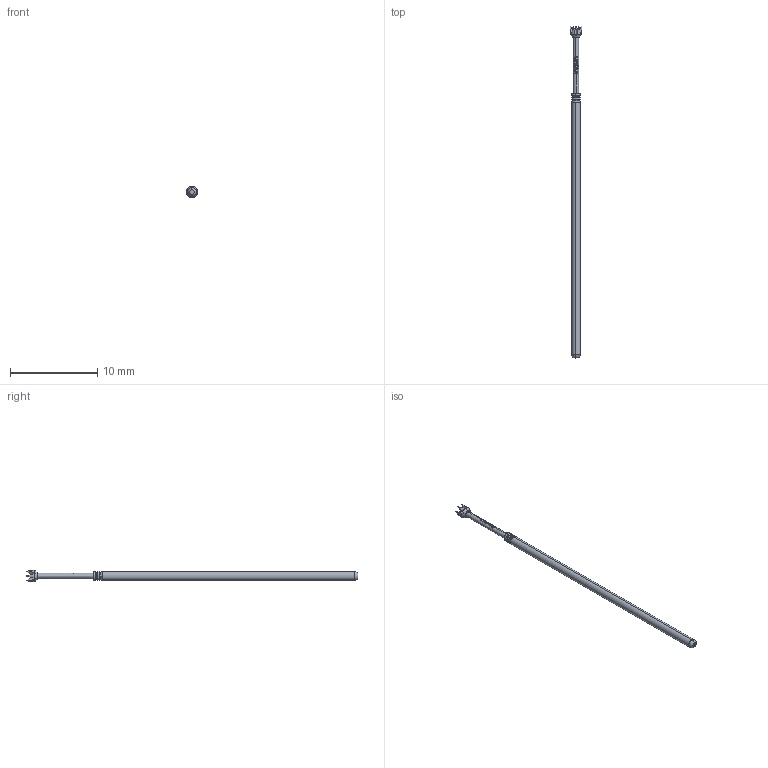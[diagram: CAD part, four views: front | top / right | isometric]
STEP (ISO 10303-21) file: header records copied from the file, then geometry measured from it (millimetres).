
FILE_DESCRIPTION (( 'STEP AP203' ), '1' );
FILE_NAME ('INGUN_GKS-075_225_130_A_xx00_E.STEP', '2021-09-27T07:36:20', ( 'ochi' ), ( '' ), 'SwSTEP 2.0', 'SolidWorks 2018', '' );
FILE_SCHEMA (( 'CONFIG_CONTROL_DESIGN' ));
Length unit declared in the file: millimetre
Products named in the file (1): INGUN_GKS-075_225_130_A_xx00_E
Bounding box: 1.3 x 38.1 x 1.29 mm (x, y, z)
Volume: 27.6 mm3; surface area: 118.2 mm2
Topology: 1 solids, 1 shells, 120 faces, 328 edges, 211 vertices
Faces by surface type: bspline 52, cylinder 23, cone 18, plane 15, torus 12
Entity records: 5086 total; most frequent: CARTESIAN_POINT 2561, ORIENTED_EDGE 652, EDGE_CURVE 326, DIRECTION 290, B_SPLINE_CURVE_WITH_KNOTS 218, VERTEX_POINT 211, AXIS2_PLACEMENT_3D 125, EDGE_LOOP 123
